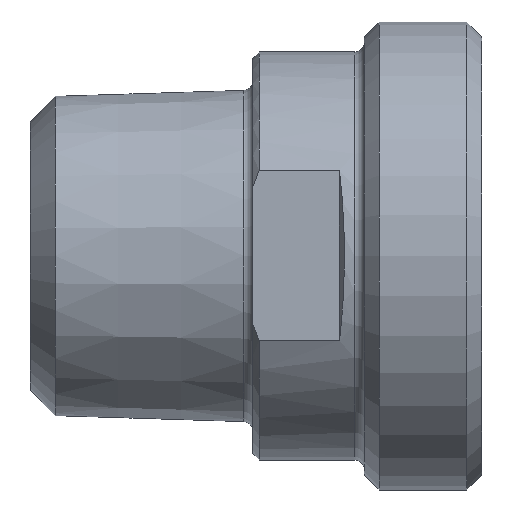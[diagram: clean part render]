
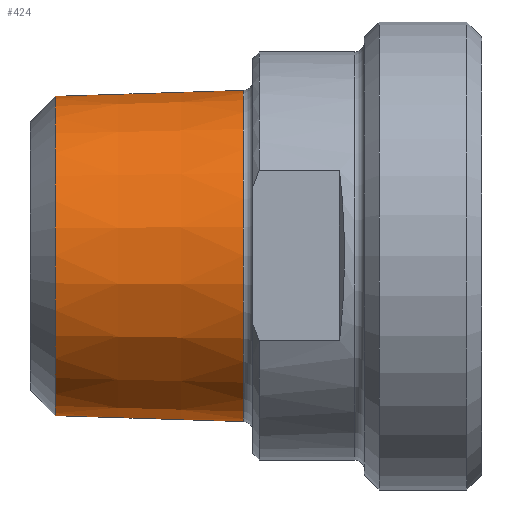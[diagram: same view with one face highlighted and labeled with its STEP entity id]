
A CAD part, top view. The second image highlights one B-rep face of the part: STEP entity #424.
In plain terms, the highlighted conical face has half-angle 1.8 degrees and reference radius 13.133 mm.
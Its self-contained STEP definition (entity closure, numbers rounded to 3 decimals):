
#29=CONICAL_SURFACE('',#496,13.133,0.031);
#55=CIRCLE('',#494,12.913);
#56=CIRCLE('',#495,12.913);
#57=CIRCLE('',#497,13.391);
#58=CIRCLE('',#498,13.391);
#93=FACE_OUTER_BOUND('',#122,.T.);
#122=EDGE_LOOP('',(#358,#359,#360,#361,#362,#363));
#148=LINE('',#770,#168);
#168=VECTOR('',#623,13.133);
#204=VERTEX_POINT('',#761);
#205=VERTEX_POINT('',#762);
#206=VERTEX_POINT('',#767);
#207=VERTEX_POINT('',#768);
#257=EDGE_CURVE('',#204,#205,#55,.T.);
#258=EDGE_CURVE('',#205,#204,#56,.T.);
#260=EDGE_CURVE('',#206,#207,#57,.T.);
#261=EDGE_CURVE('',#206,#205,#148,.T.);
#262=EDGE_CURVE('',#207,#206,#58,.T.);
#358=ORIENTED_EDGE('',*,*,#260,.F.);
#359=ORIENTED_EDGE('',*,*,#261,.T.);
#360=ORIENTED_EDGE('',*,*,#257,.F.);
#361=ORIENTED_EDGE('',*,*,#258,.F.);
#362=ORIENTED_EDGE('',*,*,#261,.F.);
#363=ORIENTED_EDGE('',*,*,#262,.F.);
#424=ADVANCED_FACE('',(#93),#29,.T.);
#494=AXIS2_PLACEMENT_3D('',#763,#614,#615);
#495=AXIS2_PLACEMENT_3D('',#764,#616,#617);
#496=AXIS2_PLACEMENT_3D('',#766,#619,#620);
#497=AXIS2_PLACEMENT_3D('',#769,#621,#622);
#498=AXIS2_PLACEMENT_3D('',#771,#624,#625);
#614=DIRECTION('center_axis',(-1.,0.,0.));
#615=DIRECTION('ref_axis',(0.,-1.,0.));
#616=DIRECTION('center_axis',(-1.,0.,0.));
#617=DIRECTION('ref_axis',(0.,-1.,0.));
#619=DIRECTION('center_axis',(1.,0.,0.));
#620=DIRECTION('ref_axis',(0.,1.,0.));
#621=DIRECTION('center_axis',(1.,0.,0.));
#622=DIRECTION('ref_axis',(0.,-1.,0.));
#623=DIRECTION('',(-1.,0.031,0.));
#624=DIRECTION('center_axis',(1.,0.,0.));
#625=DIRECTION('ref_axis',(0.,-1.,0.));
#761=CARTESIAN_POINT('',(-34.501,12.913,0.));
#762=CARTESIAN_POINT('',(-34.501,-12.913,0.));
#763=CARTESIAN_POINT('Origin',(-34.501,0.,0.));
#764=CARTESIAN_POINT('Origin',(-34.501,0.,0.));
#766=CARTESIAN_POINT('Origin',(-27.5,0.,0.));
#767=CARTESIAN_POINT('',(-19.275,-13.391,0.));
#768=CARTESIAN_POINT('',(-19.275,0.,13.391));
#769=CARTESIAN_POINT('Origin',(-19.275,0.,0.));
#770=CARTESIAN_POINT('',(-27.5,-13.133,0.));
#771=CARTESIAN_POINT('Origin',(-19.275,0.,0.));
